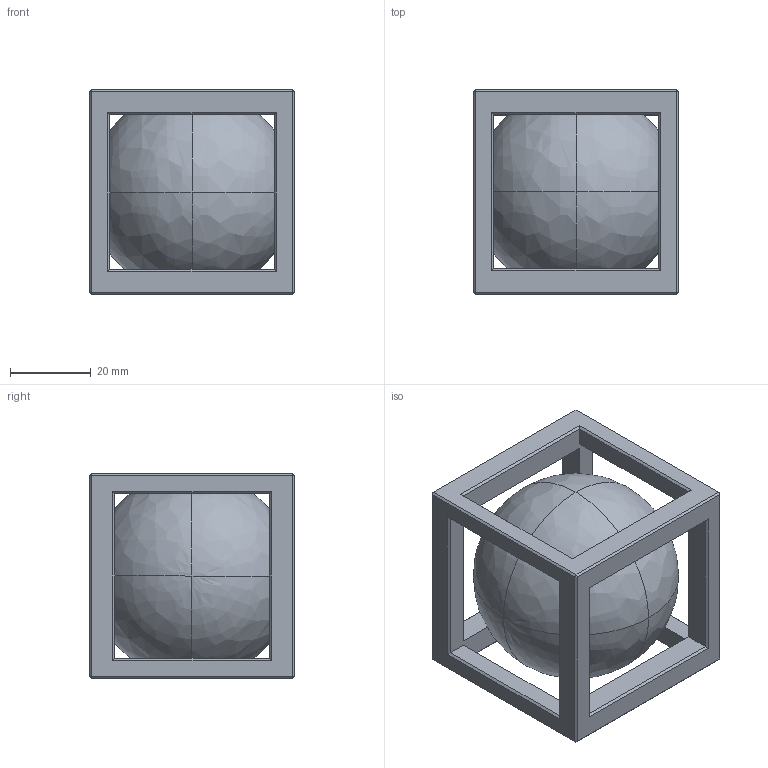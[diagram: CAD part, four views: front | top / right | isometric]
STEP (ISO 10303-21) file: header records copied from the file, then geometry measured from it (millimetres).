
FILE_DESCRIPTION (( 'STEP AP203' ), '1' );
FILE_NAME ('millerscube.STEP', '2024-12-07T18:17:30', ( '' ), ( '' ), 'SwSTEP 2.0', 'SolidWorks 2021', '' );
FILE_SCHEMA (( 'CONFIG_CONTROL_DESIGN' ));
Length unit declared in the file: inch
Products named in the file (1): millerscube
Bounding box: 50.8 x 50.8 x 50.8 mm (x, y, z)
Volume: 85498.8 mm3; surface area: 19281.1 mm2
Topology: 2 solids, 2 shells, 73 faces, 171 edges, 92 vertices
Faces by surface type: plane 65, bspline 8
Entity records: 2253 total; most frequent: CARTESIAN_POINT 938, ORIENTED_EDGE 326, EDGE_CURVE 163, B_SPLINE_CURVE_WITH_KNOTS 151, DIRECTION 132, VERTEX_POINT 92, EDGE_LOOP 81, FACE_OUTER_BOUND 73
